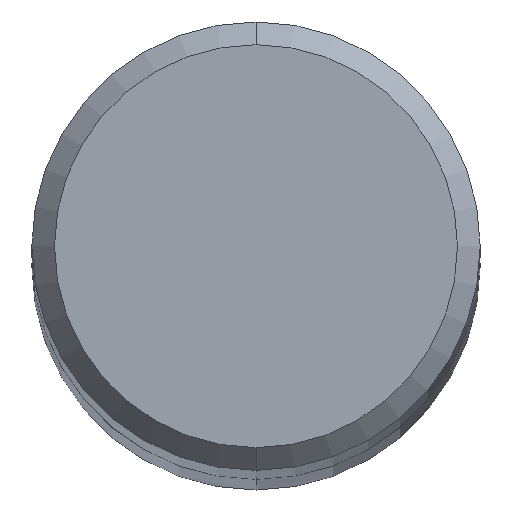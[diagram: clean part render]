
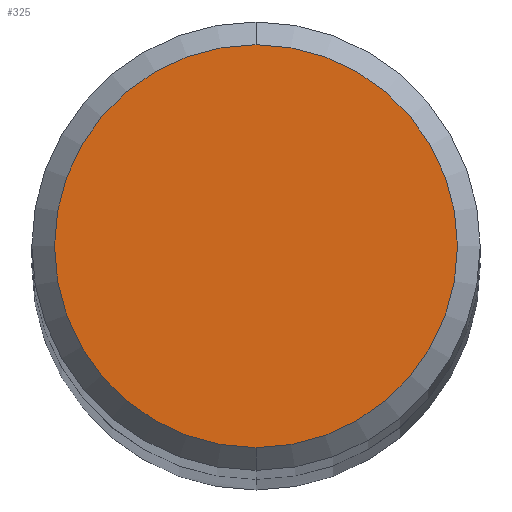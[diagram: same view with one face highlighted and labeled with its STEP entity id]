
A CAD part, top view. The second image highlights one B-rep face of the part: STEP entity #325.
In plain terms, the highlighted planar face has unit normal (0, 0, 1).
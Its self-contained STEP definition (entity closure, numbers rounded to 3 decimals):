
#253=EDGE_CURVE('',#277,#381,#524,.T.);
#277=VERTEX_POINT('',#549);
#325=ADVANCED_FACE('',(#598),#599,.T.);
#377=EDGE_CURVE('',#381,#277,#657,.T.);
#381=VERTEX_POINT('',#661);
#524=CIRCLE('',#915,3.55);
#549=CARTESIAN_POINT('',(0.,-3.55,88.0));
#598=FACE_OUTER_BOUND('',#1067,.T.);
#599=PLANE('',#1068);
#657=CIRCLE('',#1225,3.55);
#661=CARTESIAN_POINT('',(0.0,3.55,88.0));
#915=AXIS2_PLACEMENT_3D('',#1402,#1403,#1404);
#1067=EDGE_LOOP('',(#1440,#1441));
#1068=AXIS2_PLACEMENT_3D('',#1442,#1443,#1444);
#1225=AXIS2_PLACEMENT_3D('',#1525,#1526,#1527);
#1402=CARTESIAN_POINT('',(0.0,0.0,88.0));
#1403=DIRECTION('',(0.0,0.0,-1.0));
#1404=DIRECTION('',(0.0,1.0,0.0));
#1440=ORIENTED_EDGE('',*,*,#377,.F.);
#1441=ORIENTED_EDGE('',*,*,#253,.F.);
#1442=CARTESIAN_POINT('',(0.0,1.775,88.0));
#1443=DIRECTION('',(-0.0,0.0,1.0));
#1444=DIRECTION('',(0.0,-1.0,0.0));
#1525=CARTESIAN_POINT('',(0.0,0.0,88.0));
#1526=DIRECTION('',(0.0,0.0,-1.0));
#1527=DIRECTION('',(0.0,1.0,0.0));
